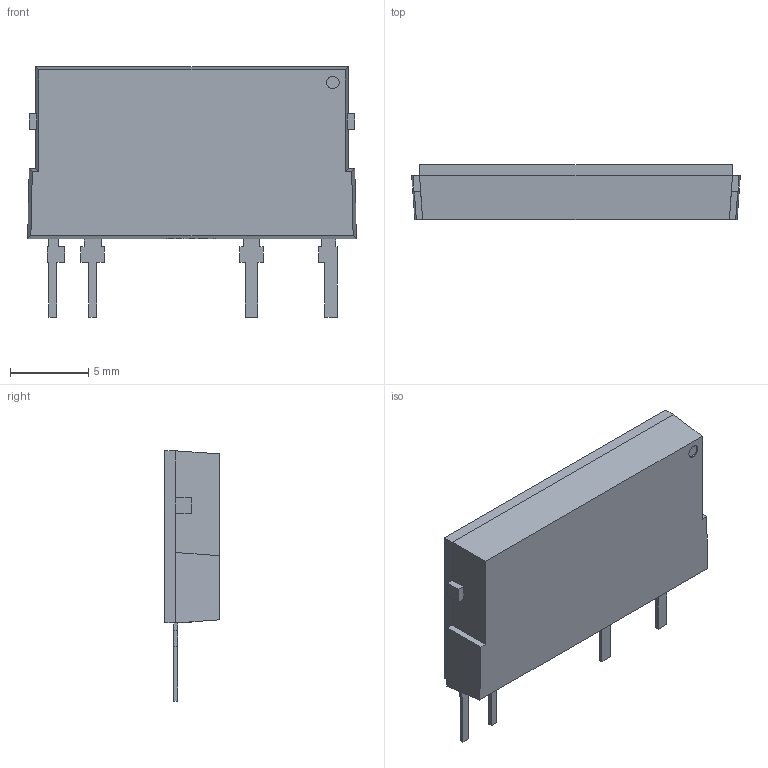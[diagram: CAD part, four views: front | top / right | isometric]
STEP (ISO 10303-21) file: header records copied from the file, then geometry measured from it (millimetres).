
FILE_DESCRIPTION (( 'STEP AP214' ), '1' );
FILE_NAME ('RELAY-TH_AQZX0X.step', '2022-07-09T13:00:35', ( '' ), ( '' ), 'SwSTEP 2.0', 'SolidWorks 2020', '' );
FILE_SCHEMA (( 'AUTOMOTIVE_DESIGN' ));
Length unit declared in the file: millimetre
Products named in the file (1): RELAY-TH_AQZX0X
Bounding box: 21 x 3.51 x 16 mm (x, y, z)
Volume: 768.5 mm3; surface area: 703.4 mm2
Topology: 1 solids, 1 shells, 361 faces, 986 edges, 654 vertices
Faces by surface type: plane 247, bspline 112, cylinder 2
Entity records: 15457 total; most frequent: CARTESIAN_POINT 3718, ORIENTED_EDGE 1972, DIRECTION 1219, EDGE_CURVE 986, LINE 711, VECTOR 711, VERTEX_POINT 654, EDGE_LOOP 388
